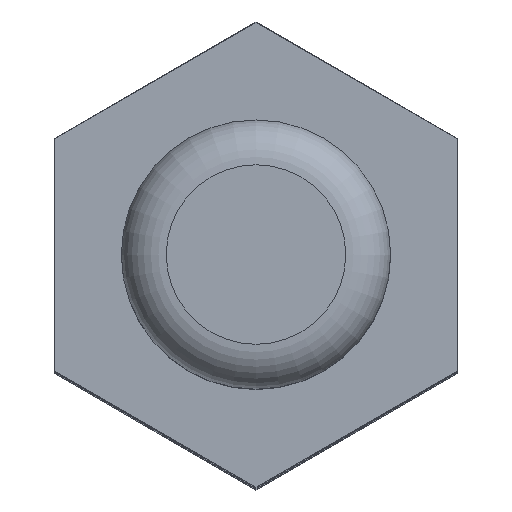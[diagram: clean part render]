
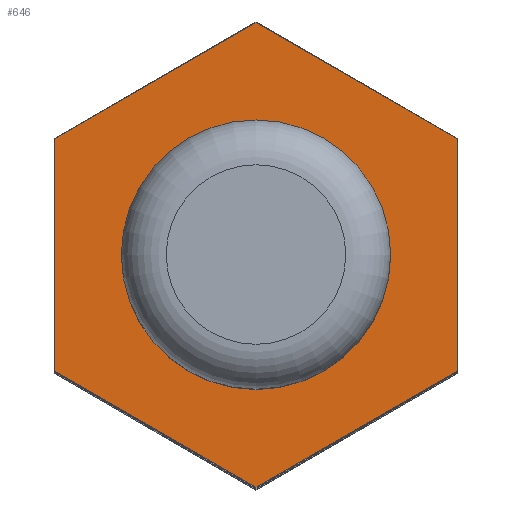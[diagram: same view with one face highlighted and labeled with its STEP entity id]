
A CAD part, top view. The second image highlights one B-rep face of the part: STEP entity #646.
In plain terms, the highlighted planar face has unit normal (0, 0, 1).
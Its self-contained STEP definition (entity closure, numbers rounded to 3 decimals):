
#16=FACE_BOUND('',#252,.T.);
#27=PLANE('',#707);
#63=LINE('',#982,#133);
#65=LINE('',#986,#135);
#67=LINE('',#990,#137);
#69=LINE('',#994,#139);
#71=LINE('',#998,#141);
#73=LINE('',#1001,#143);
#133=VECTOR('',#785,10.);
#135=VECTOR('',#789,10.);
#137=VECTOR('',#793,10.);
#139=VECTOR('',#797,10.);
#141=VECTOR('',#801,10.);
#143=VECTOR('',#805,10.);
#209=FACE_OUTER_BOUND('',#251,.T.);
#251=EDGE_LOOP('',(#495,#496,#497,#498,#499,#500));
#252=EDGE_LOOP('',(#501));
#289=CIRCLE('',#697,6.);
#309=VERTEX_POINT('',#959);
#317=VERTEX_POINT('',#979);
#318=VERTEX_POINT('',#981);
#319=VERTEX_POINT('',#985);
#320=VERTEX_POINT('',#989);
#321=VERTEX_POINT('',#993);
#322=VERTEX_POINT('',#997);
#367=EDGE_CURVE('',#309,#309,#289,.T.);
#376=EDGE_CURVE('',#318,#317,#63,.T.);
#378=EDGE_CURVE('',#319,#318,#65,.T.);
#380=EDGE_CURVE('',#320,#319,#67,.T.);
#382=EDGE_CURVE('',#321,#320,#69,.T.);
#384=EDGE_CURVE('',#322,#321,#71,.T.);
#386=EDGE_CURVE('',#317,#322,#73,.T.);
#495=ORIENTED_EDGE('',*,*,#386,.T.);
#496=ORIENTED_EDGE('',*,*,#384,.T.);
#497=ORIENTED_EDGE('',*,*,#382,.T.);
#498=ORIENTED_EDGE('',*,*,#380,.T.);
#499=ORIENTED_EDGE('',*,*,#378,.T.);
#500=ORIENTED_EDGE('',*,*,#376,.T.);
#501=ORIENTED_EDGE('',*,*,#367,.T.);
#646=ADVANCED_FACE('',(#209,#16),#27,.T.);
#697=AXIS2_PLACEMENT_3D('',#961,#768,#769);
#707=AXIS2_PLACEMENT_3D('',#1002,#806,#807);
#768=DIRECTION('center_axis',(0.,0.,-1.));
#769=DIRECTION('ref_axis',(-1.,0.,0.));
#785=DIRECTION('',(-0.866,-0.5,0.));
#789=DIRECTION('',(-0.866,0.5,0.));
#793=DIRECTION('',(0.,1.,0.));
#797=DIRECTION('',(0.866,0.5,0.));
#801=DIRECTION('',(0.866,-0.5,0.));
#805=DIRECTION('',(0.,-1.,0.));
#806=DIRECTION('center_axis',(0.,0.,1.));
#807=DIRECTION('ref_axis',(1.,0.,0.));
#959=CARTESIAN_POINT('',(6.,0.,53.));
#961=CARTESIAN_POINT('Origin',(0.,0.,53.));
#979=CARTESIAN_POINT('',(-8.959,5.172,53.));
#981=CARTESIAN_POINT('',(0.,10.345,53.));
#982=CARTESIAN_POINT('',(0.,10.345,53.));
#985=CARTESIAN_POINT('',(8.959,5.172,53.));
#986=CARTESIAN_POINT('',(8.959,5.172,53.));
#989=CARTESIAN_POINT('',(8.959,-5.172,53.));
#990=CARTESIAN_POINT('',(8.959,-5.172,53.));
#993=CARTESIAN_POINT('',(0.,-10.345,53.));
#994=CARTESIAN_POINT('',(0.,-10.345,53.));
#997=CARTESIAN_POINT('',(-8.959,-5.172,53.));
#998=CARTESIAN_POINT('',(-8.959,-5.172,53.));
#1001=CARTESIAN_POINT('',(-8.959,5.172,53.));
#1002=CARTESIAN_POINT('Origin',(0.,0.,53.));
